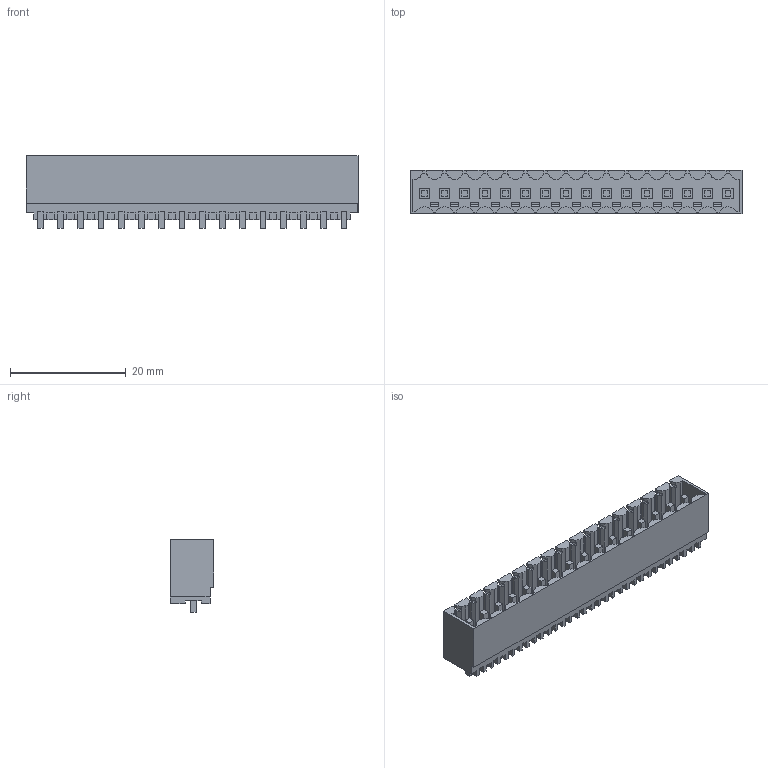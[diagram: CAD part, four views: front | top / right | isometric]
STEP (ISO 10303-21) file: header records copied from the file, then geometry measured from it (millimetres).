
FILE_DESCRIPTION(('CATIA V5 STEP Exchange','CAx-IF Rec.Pracs.--- Model Styling and Organization---1.2---2011-12-15'),'2;1');
FILE_NAME ('D1455487_0_1753122001_1753122001.stp','2018-03-14T17:34:01+00:00',('none'),('Weidmueller'),'CATIA Version 5-6 Release 2014','CATIA V5 STEP AP214','none');
FILE_SCHEMA(('AUTOMOTIVE_DESIGN { 1 0 10303 214 1 1 1 1 }'));
Length unit declared in the file: millimetre
Products named in the file (1): 1753122001
Bounding box: 57.4 x 7.45 x 12.55 mm (x, y, z)
Volume: 1819.4 mm3; surface area: 5190 mm2
Topology: 17 solids, 17 shells, 1174 faces, 3473 edges, 2364 vertices
Faces by surface type: plane 1062, cylinder 112
Entity records: 40350 total; most frequent: CARTESIAN_POINT 8126, ORIENTED_EDGE 6946, DIRECTION 5579, EDGE_CURVE 3473, VECTOR 3185, LINE 3185, VERTEX_POINT 2364, EDGE_LOOP 1237
